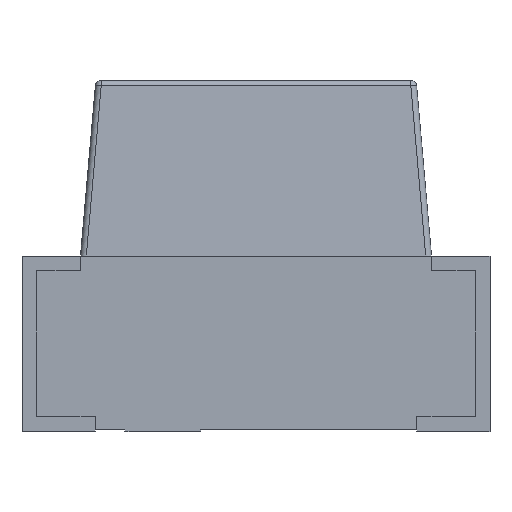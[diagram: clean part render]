
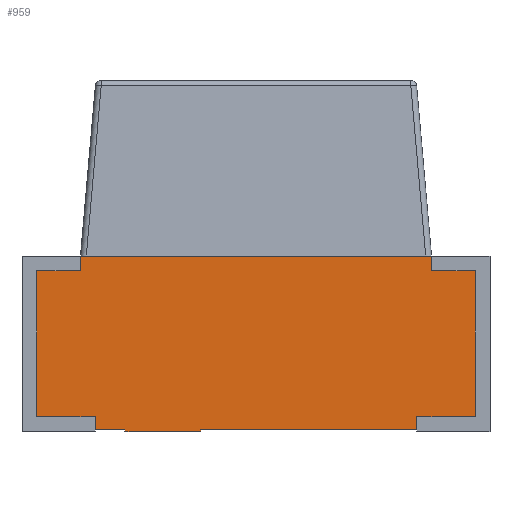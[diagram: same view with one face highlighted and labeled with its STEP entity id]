
A CAD part, front view. The second image highlights one B-rep face of the part: STEP entity #959.
In plain terms, the highlighted planar face has unit normal (0, -1, 0).
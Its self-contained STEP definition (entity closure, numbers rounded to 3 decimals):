
#119=ORIENTED_EDGE('',*,*,#310,.T.);
#120=ORIENTED_EDGE('',*,*,#311,.T.);
#121=ORIENTED_EDGE('',*,*,#312,.T.);
#122=ORIENTED_EDGE('',*,*,#313,.F.);
#123=ORIENTED_EDGE('',*,*,#314,.T.);
#124=ORIENTED_EDGE('',*,*,#315,.T.);
#125=ORIENTED_EDGE('',*,*,#316,.T.);
#126=ORIENTED_EDGE('',*,*,#317,.T.);
#127=ORIENTED_EDGE('',*,*,#318,.F.);
#128=ORIENTED_EDGE('',*,*,#319,.F.);
#129=ORIENTED_EDGE('',*,*,#320,.F.);
#130=ORIENTED_EDGE('',*,*,#321,.F.);
#131=ORIENTED_EDGE('',*,*,#322,.F.);
#132=ORIENTED_EDGE('',*,*,#307,.T.);
#133=ORIENTED_EDGE('',*,*,#306,.T.);
#134=ORIENTED_EDGE('',*,*,#305,.F.);
#135=ORIENTED_EDGE('',*,*,#304,.F.);
#136=ORIENTED_EDGE('',*,*,#303,.F.);
#303=EDGE_CURVE('',#400,#401,#465,.T.);
#304=EDGE_CURVE('',#401,#402,#466,.T.);
#305=EDGE_CURVE('',#402,#403,#467,.T.);
#306=EDGE_CURVE('',#404,#403,#468,.T.);
#307=EDGE_CURVE('',#405,#404,#469,.T.);
#310=EDGE_CURVE('',#400,#407,#472,.T.);
#311=EDGE_CURVE('',#407,#408,#473,.T.);
#312=EDGE_CURVE('',#408,#409,#474,.T.);
#313=EDGE_CURVE('',#410,#409,#475,.T.);
#314=EDGE_CURVE('',#410,#411,#476,.T.);
#315=EDGE_CURVE('',#411,#412,#477,.T.);
#316=EDGE_CURVE('',#412,#413,#478,.T.);
#317=EDGE_CURVE('',#413,#414,#479,.T.);
#318=EDGE_CURVE('',#415,#414,#480,.T.);
#319=EDGE_CURVE('',#416,#415,#481,.T.);
#320=EDGE_CURVE('',#417,#416,#482,.T.);
#321=EDGE_CURVE('',#418,#417,#483,.F.);
#322=EDGE_CURVE('',#405,#418,#484,.T.);
#400=VERTEX_POINT('',#1288);
#401=VERTEX_POINT('',#1290);
#402=VERTEX_POINT('',#1292);
#403=VERTEX_POINT('',#1294);
#404=VERTEX_POINT('',#1296);
#405=VERTEX_POINT('',#1298);
#407=VERTEX_POINT('',#1304);
#408=VERTEX_POINT('',#1306);
#409=VERTEX_POINT('',#1308);
#410=VERTEX_POINT('',#1310);
#411=VERTEX_POINT('',#1312);
#412=VERTEX_POINT('',#1314);
#413=VERTEX_POINT('',#1316);
#414=VERTEX_POINT('',#1318);
#415=VERTEX_POINT('',#1320);
#416=VERTEX_POINT('',#1322);
#417=VERTEX_POINT('',#1324);
#418=VERTEX_POINT('',#1326);
#465=LINE('',#1289,#547);
#466=LINE('',#1291,#548);
#467=LINE('',#1293,#549);
#468=LINE('',#1295,#550);
#469=LINE('',#1297,#551);
#472=LINE('',#1303,#554);
#473=LINE('',#1305,#555);
#474=LINE('',#1307,#556);
#475=LINE('',#1309,#557);
#476=LINE('',#1311,#558);
#477=LINE('',#1313,#559);
#478=LINE('',#1315,#560);
#479=LINE('',#1317,#561);
#480=LINE('',#1319,#562);
#481=LINE('',#1321,#563);
#482=LINE('',#1323,#564);
#483=LINE('',#1325,#565);
#484=LINE('',#1327,#566);
#547=VECTOR('',#1081,1000.);
#548=VECTOR('',#1082,1000.);
#549=VECTOR('',#1083,1000.);
#550=VECTOR('',#1084,1000.);
#551=VECTOR('',#1085,1000.);
#554=VECTOR('',#1090,1000.);
#555=VECTOR('',#1091,1000.);
#556=VECTOR('',#1092,1000.);
#557=VECTOR('',#1093,1000.);
#558=VECTOR('',#1094,1000.);
#559=VECTOR('',#1095,1000.);
#560=VECTOR('',#1096,1000.);
#561=VECTOR('',#1097,1000.);
#562=VECTOR('',#1098,1000.);
#563=VECTOR('',#1099,1000.);
#564=VECTOR('',#1100,1000.);
#565=VECTOR('',#1101,1000.);
#566=VECTOR('',#1102,1000.);
#608=EDGE_LOOP('',(#119,#120,#121,#122,#123,#124,#125,#126,#127,#128,#129,
#130,#131,#132,#133,#134,#135,#136));
#644=FACE_BOUND('',#608,.T.);
#680=PLANE('',#1000);
#959=ADVANCED_FACE('',(#644),#680,.F.);
#1000=AXIS2_PLACEMENT_3D('',#1302,#1088,#1089);
#1081=DIRECTION('',(0.,0.,1.));
#1082=DIRECTION('',(-1.,0.,0.));
#1083=DIRECTION('',(0.,0.,1.));
#1084=DIRECTION('',(-1.,0.,0.));
#1085=DIRECTION('',(0.,0.,-1.));
#1088=DIRECTION('',(0.,1.,0.));
#1089=DIRECTION('',(0.,0.,1.));
#1090=DIRECTION('',(1.,0.,0.));
#1091=DIRECTION('',(0.,0.,-1.));
#1092=DIRECTION('',(1.,0.,0.));
#1093=DIRECTION('',(0.,0.,-1.));
#1094=DIRECTION('',(1.,0.,0.));
#1095=DIRECTION('',(0.,0.,1.));
#1096=DIRECTION('',(1.,0.,0.));
#1097=DIRECTION('',(0.,0.,1.));
#1098=DIRECTION('',(1.,0.,0.));
#1099=DIRECTION('',(0.,0.,-1.));
#1100=DIRECTION('',(1.,0.,0.));
#1101=DIRECTION('',(-1.,0.,0.));
#1102=DIRECTION('',(1.,0.,0.));
#1288=CARTESIAN_POINT('',(-0.55,-0.3,0.005));
#1289=CARTESIAN_POINT('',(-0.55,-0.3,0.));
#1290=CARTESIAN_POINT('',(-0.55,-0.3,0.051));
#1291=CARTESIAN_POINT('',(-0.55,-0.3,0.051));
#1292=CARTESIAN_POINT('',(-0.75,-0.3,0.051));
#1293=CARTESIAN_POINT('',(-0.75,-0.3,0.051));
#1294=CARTESIAN_POINT('',(-0.75,-0.3,0.55));
#1295=CARTESIAN_POINT('',(-0.6,-0.3,0.55));
#1296=CARTESIAN_POINT('',(-0.6,-0.3,0.55));
#1297=CARTESIAN_POINT('',(-0.6,-0.3,0.6));
#1298=CARTESIAN_POINT('',(-0.6,-0.3,0.6));
#1302=CARTESIAN_POINT('',(-0.8,-0.3,0.6));
#1303=CARTESIAN_POINT('',(-0.55,-0.3,0.005));
#1304=CARTESIAN_POINT('',(-0.448,-0.3,0.005));
#1305=CARTESIAN_POINT('',(-0.448,-0.3,0.005));
#1306=CARTESIAN_POINT('',(-0.448,-0.3,0.));
#1307=CARTESIAN_POINT('',(-0.8,-0.3,0.));
#1308=CARTESIAN_POINT('',(-0.19,-0.3,0.));
#1309=CARTESIAN_POINT('',(-0.19,-0.3,0.005));
#1310=CARTESIAN_POINT('',(-0.19,-0.3,0.005));
#1311=CARTESIAN_POINT('',(-0.19,-0.3,0.005));
#1312=CARTESIAN_POINT('',(0.55,-0.3,0.005));
#1313=CARTESIAN_POINT('',(0.55,-0.3,0.));
#1314=CARTESIAN_POINT('',(0.55,-0.3,0.051));
#1315=CARTESIAN_POINT('',(0.55,-0.3,0.051));
#1316=CARTESIAN_POINT('',(0.75,-0.3,0.051));
#1317=CARTESIAN_POINT('',(0.75,-0.3,0.051));
#1318=CARTESIAN_POINT('',(0.75,-0.3,0.55));
#1319=CARTESIAN_POINT('',(0.6,-0.3,0.55));
#1320=CARTESIAN_POINT('',(0.6,-0.3,0.55));
#1321=CARTESIAN_POINT('',(0.6,-0.3,0.6));
#1322=CARTESIAN_POINT('',(0.6,-0.3,0.6));
#1323=CARTESIAN_POINT('',(-0.8,-0.3,0.6));
#1324=CARTESIAN_POINT('',(0.58,-0.3,0.6));
#1325=CARTESIAN_POINT('',(0.,-0.3,0.6));
#1326=CARTESIAN_POINT('',(-0.58,-0.3,0.6));
#1327=CARTESIAN_POINT('',(-0.8,-0.3,0.6));
